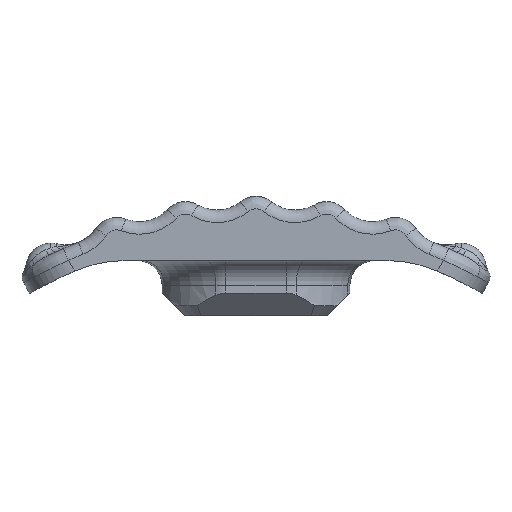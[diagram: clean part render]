
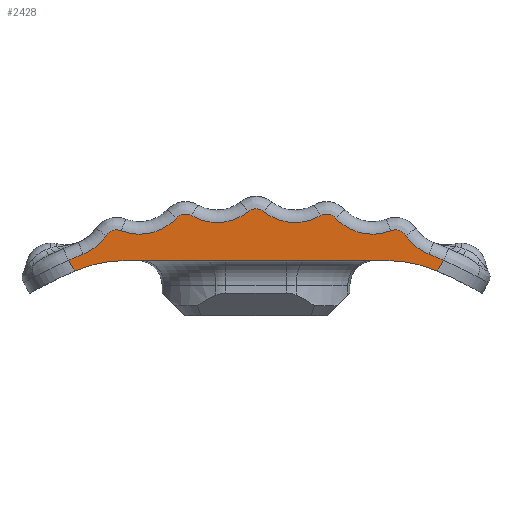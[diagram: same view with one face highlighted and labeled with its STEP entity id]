
A CAD part, left-side view. The second image highlights one B-rep face of the part: STEP entity #2428.
In plain terms, the highlighted planar face has unit normal (-1, 0, 0).
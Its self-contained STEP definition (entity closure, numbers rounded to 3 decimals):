
#46=PLANE('',#2677);
#136=LINE('',#5099,#222);
#137=LINE('',#5112,#223);
#138=LINE('',#5118,#224);
#222=VECTOR('',#3201,10.);
#223=VECTOR('',#3204,10.);
#224=VECTOR('',#3209,10.);
#424=FACE_OUTER_BOUND('',#584,.T.);
#584=EDGE_LOOP('',(#1921,#1922,#1923,#1924,#1925,#1926,#1927,#1928,#1929,
#1930,#1931,#1932,#1933,#1934,#1935,#1936,#1937,#1938,#1939,#1940));
#827=CIRCLE('',#2622,2.);
#832=CIRCLE('',#2628,18.88);
#837=CIRCLE('',#2634,18.88);
#840=CIRCLE('',#2638,2.);
#842=CIRCLE('',#2640,0.5);
#845=CIRCLE('',#2644,2.);
#848=CIRCLE('',#2647,0.5);
#851=CIRCLE('',#2651,2.);
#854=CIRCLE('',#2654,0.5);
#857=CIRCLE('',#2658,2.);
#860=CIRCLE('',#2661,0.5);
#863=CIRCLE('',#2665,2.);
#864=CIRCLE('',#2666,0.5);
#868=CIRCLE('',#2678,18.38);
#869=CIRCLE('',#2679,5.);
#870=CIRCLE('',#2680,5.);
#871=CIRCLE('',#2681,18.38);
#1038=VERTEX_POINT('',#4845);
#1039=VERTEX_POINT('',#4847);
#1041=VERTEX_POINT('',#4853);
#1044=VERTEX_POINT('',#4908);
#1046=VERTEX_POINT('',#4920);
#1048=VERTEX_POINT('',#4926);
#1049=VERTEX_POINT('',#4939);
#1050=VERTEX_POINT('',#4943);
#1052=VERTEX_POINT('',#4957);
#1054=VERTEX_POINT('',#4963);
#1056=VERTEX_POINT('',#4977);
#1058=VERTEX_POINT('',#4983);
#1060=VERTEX_POINT('',#4997);
#1062=VERTEX_POINT('',#5003);
#1069=VERTEX_POINT('',#5098);
#1070=VERTEX_POINT('',#5111);
#1071=VERTEX_POINT('',#5113);
#1072=VERTEX_POINT('',#5115);
#1073=VERTEX_POINT('',#5117);
#1074=VERTEX_POINT('',#5119);
#1330=EDGE_CURVE('',#1038,#1039,#827,.T.);
#1335=EDGE_CURVE('',#1039,#1041,#832,.T.);
#1344=EDGE_CURVE('',#1044,#1046,#837,.T.);
#1347=EDGE_CURVE('',#1046,#1048,#840,.T.);
#1349=EDGE_CURVE('',#1048,#1049,#842,.T.);
#1352=EDGE_CURVE('',#1049,#1050,#845,.T.);
#1355=EDGE_CURVE('',#1050,#1052,#848,.T.);
#1358=EDGE_CURVE('',#1052,#1054,#851,.T.);
#1361=EDGE_CURVE('',#1054,#1056,#854,.T.);
#1364=EDGE_CURVE('',#1056,#1058,#857,.T.);
#1367=EDGE_CURVE('',#1058,#1060,#860,.T.);
#1370=EDGE_CURVE('',#1060,#1062,#863,.T.);
#1371=EDGE_CURVE('',#1062,#1038,#864,.T.);
#1385=EDGE_CURVE('',#1041,#1069,#136,.T.);
#1387=EDGE_CURVE('',#1070,#1044,#137,.T.);
#1388=EDGE_CURVE('',#1070,#1071,#868,.T.);
#1389=EDGE_CURVE('',#1072,#1071,#869,.T.);
#1390=EDGE_CURVE('',#1073,#1072,#138,.T.);
#1391=EDGE_CURVE('',#1074,#1073,#870,.T.);
#1392=EDGE_CURVE('',#1074,#1069,#871,.T.);
#1921=ORIENTED_EDGE('',*,*,#1335,.F.);
#1922=ORIENTED_EDGE('',*,*,#1330,.F.);
#1923=ORIENTED_EDGE('',*,*,#1371,.F.);
#1924=ORIENTED_EDGE('',*,*,#1370,.F.);
#1925=ORIENTED_EDGE('',*,*,#1367,.F.);
#1926=ORIENTED_EDGE('',*,*,#1364,.F.);
#1927=ORIENTED_EDGE('',*,*,#1361,.F.);
#1928=ORIENTED_EDGE('',*,*,#1358,.F.);
#1929=ORIENTED_EDGE('',*,*,#1355,.F.);
#1930=ORIENTED_EDGE('',*,*,#1352,.F.);
#1931=ORIENTED_EDGE('',*,*,#1349,.F.);
#1932=ORIENTED_EDGE('',*,*,#1347,.F.);
#1933=ORIENTED_EDGE('',*,*,#1344,.F.);
#1934=ORIENTED_EDGE('',*,*,#1387,.F.);
#1935=ORIENTED_EDGE('',*,*,#1388,.T.);
#1936=ORIENTED_EDGE('',*,*,#1389,.F.);
#1937=ORIENTED_EDGE('',*,*,#1390,.F.);
#1938=ORIENTED_EDGE('',*,*,#1391,.F.);
#1939=ORIENTED_EDGE('',*,*,#1392,.T.);
#1940=ORIENTED_EDGE('',*,*,#1385,.F.);
#2428=ADVANCED_FACE('',(#424),#46,.F.);
#2622=AXIS2_PLACEMENT_3D('',#4848,#3084,#3085);
#2628=AXIS2_PLACEMENT_3D('',#4857,#3096,#3097);
#2634=AXIS2_PLACEMENT_3D('',#4924,#3108,#3109);
#2638=AXIS2_PLACEMENT_3D('',#4929,#3116,#3117);
#2640=AXIS2_PLACEMENT_3D('',#4941,#3120,#3121);
#2644=AXIS2_PLACEMENT_3D('',#4947,#3128,#3129);
#2647=AXIS2_PLACEMENT_3D('',#4961,#3134,#3135);
#2651=AXIS2_PLACEMENT_3D('',#4967,#3142,#3143);
#2654=AXIS2_PLACEMENT_3D('',#4981,#3148,#3149);
#2658=AXIS2_PLACEMENT_3D('',#4987,#3156,#3157);
#2661=AXIS2_PLACEMENT_3D('',#5001,#3162,#3163);
#2665=AXIS2_PLACEMENT_3D('',#5007,#3170,#3171);
#2666=AXIS2_PLACEMENT_3D('',#5017,#3172,#3173);
#2677=AXIS2_PLACEMENT_3D('',#5110,#3202,#3203);
#2678=AXIS2_PLACEMENT_3D('',#5114,#3205,#3206);
#2679=AXIS2_PLACEMENT_3D('',#5116,#3207,#3208);
#2680=AXIS2_PLACEMENT_3D('',#5120,#3210,#3211);
#2681=AXIS2_PLACEMENT_3D('',#5121,#3212,#3213);
#3084=DIRECTION('center_axis',(-1.,0.,0.));
#3085=DIRECTION('ref_axis',(0.,0.627,-0.779));
#3096=DIRECTION('center_axis',(1.,0.,0.));
#3097=DIRECTION('ref_axis',(0.,-0.383,0.924));
#3108=DIRECTION('center_axis',(1.,0.,0.));
#3109=DIRECTION('ref_axis',(0.,0.383,0.924));
#3116=DIRECTION('center_axis',(-1.,0.,0.));
#3117=DIRECTION('ref_axis',(0.,-0.627,-0.779));
#3120=DIRECTION('center_axis',(1.,0.,0.));
#3121=DIRECTION('ref_axis',(0.,0.298,0.954));
#3128=DIRECTION('center_axis',(-1.,0.,0.));
#3129=DIRECTION('ref_axis',(0.,-0.223,-0.975));
#3134=DIRECTION('center_axis',(1.,0.,0.));
#3135=DIRECTION('ref_axis',(0.,0.149,0.989));
#3142=DIRECTION('center_axis',(-1.,0.,0.));
#3143=DIRECTION('ref_axis',(0.,-0.075,-0.997));
#3148=DIRECTION('center_axis',(1.,0.,0.));
#3149=DIRECTION('ref_axis',(0.,0.,1.));
#3156=DIRECTION('center_axis',(-1.,0.,0.));
#3157=DIRECTION('ref_axis',(0.,0.075,-0.997));
#3162=DIRECTION('center_axis',(1.,0.,0.));
#3163=DIRECTION('ref_axis',(0.,-0.149,0.989));
#3170=DIRECTION('center_axis',(-1.,0.,0.));
#3171=DIRECTION('ref_axis',(0.,0.223,-0.975));
#3172=DIRECTION('center_axis',(1.,0.,0.));
#3173=DIRECTION('ref_axis',(0.,-0.298,0.954));
#3201=DIRECTION('',(0.,0.492,-0.871));
#3202=DIRECTION('center_axis',(1.,0.,0.));
#3203=DIRECTION('ref_axis',(0.,0.295,-0.956));
#3204=DIRECTION('',(0.,0.492,0.871));
#3205=DIRECTION('center_axis',(1.,0.,0.));
#3206=DIRECTION('ref_axis',(0.,0.,-1.));
#3207=DIRECTION('center_axis',(-1.,0.,0.));
#3208=DIRECTION('ref_axis',(0.,0.199,0.98));
#3209=DIRECTION('',(0.,1.,0.));
#3210=DIRECTION('center_axis',(-1.,0.,0.));
#3211=DIRECTION('ref_axis',(0.,-0.199,0.98));
#3212=DIRECTION('center_axis',(1.,0.,0.));
#3213=DIRECTION('ref_axis',(0.,0.,-1.));
#4845=CARTESIAN_POINT('',(36.043,41.019,7.403));
#4847=CARTESIAN_POINT('',(36.043,40.089,6.654));
#4848=CARTESIAN_POINT('Origin',(36.043,39.357,8.515));
#4853=CARTESIAN_POINT('',(36.043,39.507,6.414));
#4857=CARTESIAN_POINT('Origin',(36.043,47.,-10.916));
#4908=CARTESIAN_POINT('',(36.043,54.493,6.414));
#4920=CARTESIAN_POINT('',(36.043,53.911,6.654));
#4924=CARTESIAN_POINT('Origin',(36.043,47.,-10.916));
#4926=CARTESIAN_POINT('',(36.043,52.981,7.403));
#4929=CARTESIAN_POINT('Origin',(36.043,54.643,8.515));
#4939=CARTESIAN_POINT('',(36.043,52.382,7.591));
#4941=CARTESIAN_POINT('Origin',(36.043,52.565,7.126));
#4943=CARTESIAN_POINT('',(36.043,50.181,8.093));
#4947=CARTESIAN_POINT('Origin',(36.043,51.649,9.452));
#4957=CARTESIAN_POINT('',(36.043,49.563,8.186));
#4961=CARTESIAN_POINT('Origin',(36.043,49.814,7.753));
#4963=CARTESIAN_POINT('',(36.043,47.312,8.355));
#4967=CARTESIAN_POINT('Origin',(36.043,48.561,9.917));
#4977=CARTESIAN_POINT('',(36.043,46.688,8.355));
#4981=CARTESIAN_POINT('Origin',(36.043,47.,7.964));
#4983=CARTESIAN_POINT('',(36.043,44.437,8.186));
#4987=CARTESIAN_POINT('Origin',(36.043,45.439,9.917));
#4997=CARTESIAN_POINT('',(36.043,43.819,8.093));
#5001=CARTESIAN_POINT('Origin',(36.043,44.186,7.753));
#5003=CARTESIAN_POINT('',(36.043,41.618,7.591));
#5007=CARTESIAN_POINT('Origin',(36.043,42.351,9.452));
#5017=CARTESIAN_POINT('Origin',(36.043,41.435,7.126));
#5098=CARTESIAN_POINT('',(36.043,39.754,5.976));
#5099=CARTESIAN_POINT('',(36.043,39.257,6.856));
#5110=CARTESIAN_POINT('Origin',(36.043,41.435,7.126));
#5111=CARTESIAN_POINT('',(36.043,54.246,5.976));
#5112=CARTESIAN_POINT('',(36.043,52.691,3.223));
#5113=CARTESIAN_POINT('',(36.043,54.184,6.002));
#5114=CARTESIAN_POINT('Origin',(36.043,47.,-10.916));
#5115=CARTESIAN_POINT('',(36.043,52.229,6.4));
#5116=CARTESIAN_POINT('Origin',(36.043,52.229,1.4));
#5117=CARTESIAN_POINT('',(36.043,41.771,6.4));
#5118=CARTESIAN_POINT('',(36.043,37.5,6.4));
#5119=CARTESIAN_POINT('',(36.043,39.816,6.002));
#5120=CARTESIAN_POINT('Origin',(36.043,41.771,1.4));
#5121=CARTESIAN_POINT('Origin',(36.043,47.,-10.916));
